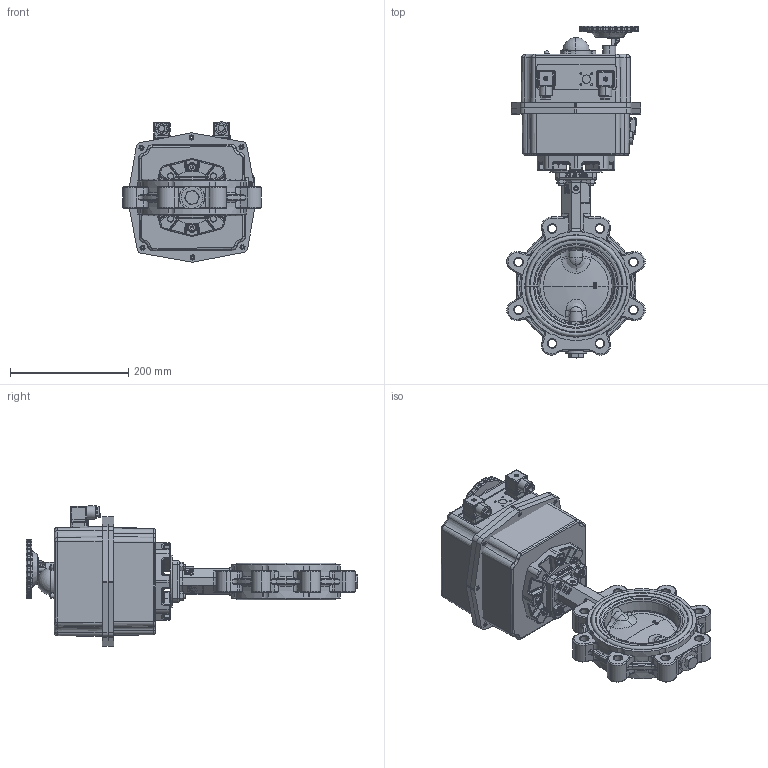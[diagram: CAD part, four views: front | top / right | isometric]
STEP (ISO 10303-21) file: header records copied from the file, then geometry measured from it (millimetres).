
FILE_DESCRIPTION (( 'STEP AP203' ), '1' );
FILE_NAME ('AKE02_DN125.STEP', '2022-10-26T09:23:36', ( '' ), ( '' ), 'SwSTEP 2.0', 'SolidWorks 2021', '' );
FILE_SCHEMA (( 'CONFIG_CONTROL_DESIGN' ));
Products named in the file (1): AKE02_DN125
Bounding box: 233.56 x 560.5 x 236.88 mm (x, y, z)
Surface area: 466458.2 mm2 (no closed solid volume)
Topology: 0 solids, 117 shells, 2130 faces, 7075 edges, 4934 vertices
Faces by surface type: cylinder 897, plane 534, torus 372, cone 173, bspline 103, sphere 51
Entity records: 93387 total; most frequent: CARTESIAN_POINT 33156, DIRECTION 13074, ORIENTED_EDGE 11430, EDGE_CURVE 7017, AXIS2_PLACEMENT_3D 5119, VERTEX_POINT 4920, CIRCLE 3092, VECTOR 2836
